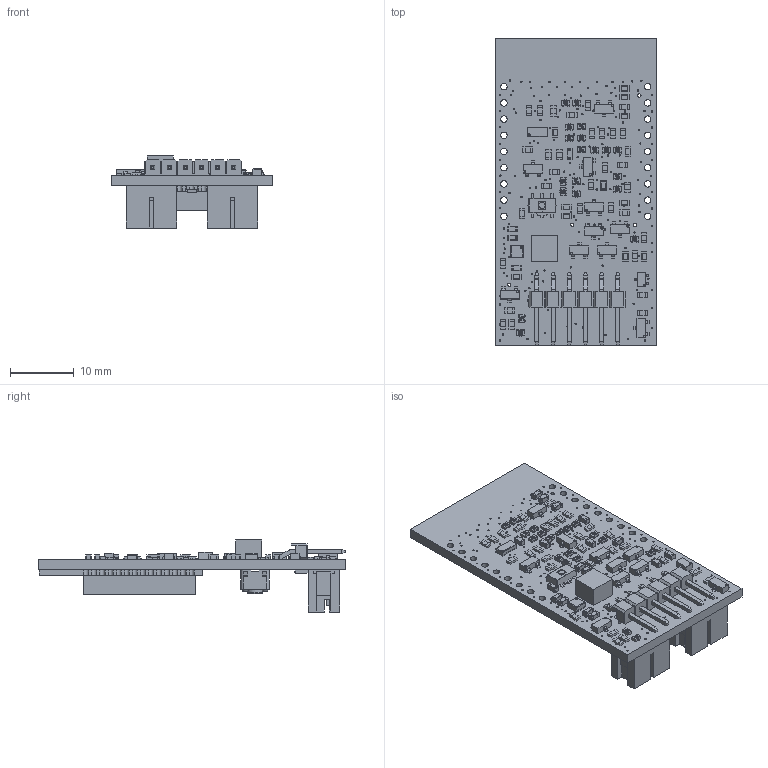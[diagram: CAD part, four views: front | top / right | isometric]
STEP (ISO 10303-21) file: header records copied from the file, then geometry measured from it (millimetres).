
FILE_DESCRIPTION(/* description */ (''),/* implementation_level */ '2;1');
FILE_NAME(/* name */ 'trigBoardV8.3.step',/* time_stamp */ '2020-06-19T01:41:11-04:00',/* author */ (''),/* organization */ (''),/* preprocessor_version */ 'ST-DEVELOPER v18.1',/* originating_system */ 'Autodesk Translation Framework v9.3.0.1241',/* authorisation */ '');
FILE_SCHEMA (('AUTOMOTIVE_DESIGN { 1 0 10303 214 3 1 1 }'));
Length unit declared in the file: millimetre
Products named in the file (74): trigBoardV8; PCB Component; Board; 10k; TL3305AF160QG; MMBT2907AWT1G; RV-8263; TPS3839G33DBZR; RZM001P02T2L; DMG2305UX-13; ESP32_WROOM32; PCB; Module; B2B-PH-SM4-TB(LF)(SN); M20-8890645; M20-88906_MOULD; M20-889_CONTACT; 100nF; 100nF_1; 100nF_2; 100nF_3; 100nF_4; 100nF_5; 100nF_6; 100nF_7; 100nF_8; 100nF_9; 100nF_10; 100nF_11; 100nF_12; 100nF_13; 100nF_14; 100nF_15; 100nF_16; Gehäuse; Kontaktfläche; AP7361C-33Y5-13; Board3; Free-Models3; 327011537 ...
Assembly tree (191 placements, depth 8):
  trigBoardV8
    PCB Component
      Board
      10k  x31
      TL3305AF160QG  x2
      MMBT2907AWT1G
      RV-8263
      TPS3839G33DBZR  x2
      RZM001P02T2L  x19
      DMG2305UX-13
      ESP32_WROOM32
        PCB
        Module
      B2B-PH-SM4-TB(LF)(SN)  x2
      M20-8890645
        M20-88906_MOULD
        M20-889_CONTACT  x6
      100nF
        Gehäuse
        Kontaktfläche  x2
      100nF_1
        Gehäuse
        Kontaktfläche  x2
      100nF_2
        Gehäuse
        Kontaktfläche  x2
      100nF_3
        Gehäuse
        Kontaktfläche  x2
      100nF_4
        Gehäuse
        Kontaktfläche  x2
      100nF_5
        Gehäuse
        Kontaktfläche  x2
      100nF_6
        Gehäuse
        Kontaktfläche  x2
      100nF_7
        Gehäuse
        Kontaktfläche  x2
      100nF_8
        Gehäuse
        Kontaktfläche  x2
      100nF_9
        Gehäuse
        Kontaktfläche  x2
      100nF_10
        Gehäuse
        Kontaktfläche  x2
      100nF_11
        Gehäuse
        Kontaktfläche  x2
      100nF_12
        Gehäuse
        Kontaktfläche  x2
      100nF_13
        Gehäuse
        Kontaktfläche  x2
      100nF_14
Bounding box: 25.4 x 48.26 x 11.3 mm (x, y, z)
Volume: 3822 mm3; surface area: 7035.2 mm2
Topology: 148 solids, 157 shells, 5514 faces, 13957 edges, 8779 vertices
Faces by surface type: plane 3472, cylinder 1018, bspline 806, sphere 214, torus 2, cone 2
Full cylindrical faces by diameter (mm): 0.203 x167, 0.254 x10, 0.3 x13, 0.508 x5, 0.65 x8, 0.7 x8, 0.95 x8, 1 x1, 1.016 x18, 1.04 x2, 2.6 x2
Entity records: 57488 total; most frequent: CARTESIAN_POINT 12407, DIRECTION 8721, ORIENTED_EDGE 8608, EDGE_CURVE 4306, LINE 3415, VECTOR 3415, VERTEX_POINT 2795, AXIS2_PLACEMENT_3D 2653
